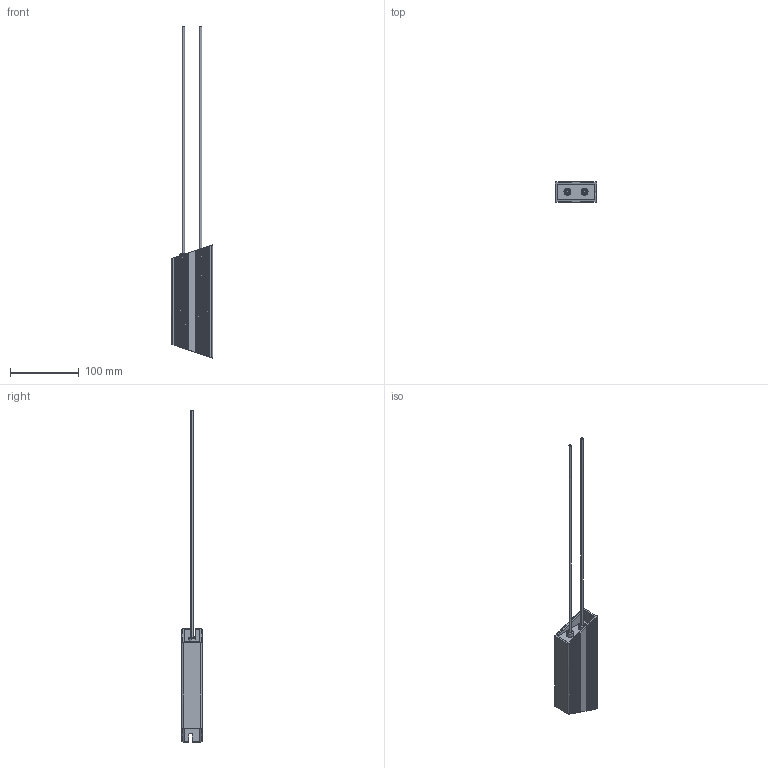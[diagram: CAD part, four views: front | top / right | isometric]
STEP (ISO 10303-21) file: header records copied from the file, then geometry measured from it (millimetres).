
FILE_DESCRIPTION (( 'STEP AP203' ), '1' );
FILE_NAME ('IRV ULV ARV 200 (FL300).STEP', '2019-05-22T03:29:41', ( 'user' ), ( '' ), 'SwSTEP 2.0', 'SolidWorks 2013', '' );
FILE_SCHEMA (( 'CONFIG_CONTROL_DESIGN' ));
Length unit declared in the file: millimetre
Products named in the file (1): IRV ULV ARV 200 (FL300)
Bounding box: 60 x 30.1 x 484.1 mm (x, y, z)
Volume: 233663.2 mm3; surface area: 50751.3 mm2
Topology: 1 solids, 1 shells, 250 faces, 720 edges, 476 vertices
Faces by surface type: plane 152, cylinder 90, torus 8
Entity records: 8211 total; most frequent: CARTESIAN_POINT 1893, ORIENTED_EDGE 1440, DIRECTION 1158, EDGE_CURVE 720, LINE 512, VECTOR 512, VERTEX_POINT 476, AXIS2_PLACEMENT_3D 323
